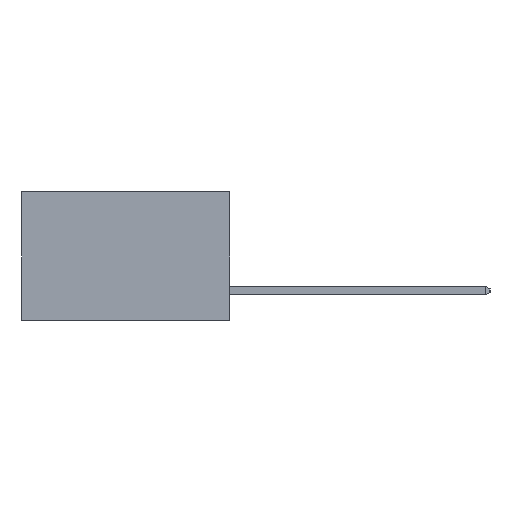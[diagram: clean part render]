
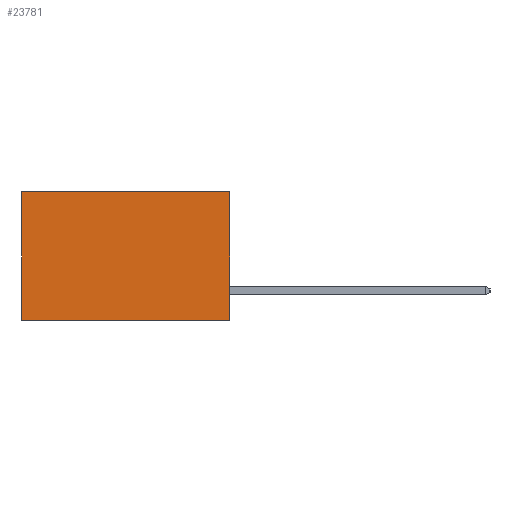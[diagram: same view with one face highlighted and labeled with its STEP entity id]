
A CAD part, left-side view. The second image highlights one B-rep face of the part: STEP entity #23781.
In plain terms, the highlighted planar face has unit normal (-1, 0, 0).
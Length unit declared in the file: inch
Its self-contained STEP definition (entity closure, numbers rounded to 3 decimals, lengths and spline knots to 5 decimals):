
#92 = VECTOR ( 'NONE', #9946, 39.37008 ) ;
#954 = CARTESIAN_POINT ( 'NONE',  ( 0.2615, 0.6, -0.37 ) ) ;
#1034 = VECTOR ( 'NONE', #4371, 39.37008 ) ;
#1273 = FACE_OUTER_BOUND ( 'NONE', #20693, .T. ) ;
#1833 = CARTESIAN_POINT ( 'NONE',  ( 0.2615, 0., -0.37 ) ) ;
#3426 = CARTESIAN_POINT ( 'NONE',  ( 0.2615, 0., -0.37 ) ) ;
#4185 = LINE ( 'NONE', #18344, #13583 ) ;
#4371 = DIRECTION ( 'NONE',  ( 0., 0., -1. ) ) ;
#5369 = DIRECTION ( 'NONE',  ( 0., 0., -1. ) ) ;
#6167 = EDGE_CURVE ( 'NONE', #6684, #22241, #9024, .T. ) ;
#6684 = VERTEX_POINT ( 'NONE', #1833 ) ;
#7051 = ORIENTED_EDGE ( 'NONE', *, *, #8052, .F. ) ;
#7288 = LINE ( 'NONE', #13730, #1034 ) ;
#7998 = ORIENTED_EDGE ( 'NONE', *, *, #21447, .T. ) ;
#8052 = EDGE_CURVE ( 'NONE', #19619, #6684, #4185, .T. ) ;
#9024 = LINE ( 'NONE', #17415, #92 ) ;
#9070 = ORIENTED_EDGE ( 'NONE', *, *, #22109, .T. ) ;
#9792 = CARTESIAN_POINT ( 'NONE',  ( 0.2615, 0.6, 0. ) ) ;
#9946 = DIRECTION ( 'NONE',  ( 0., 1., 0. ) ) ;
#9967 = VERTEX_POINT ( 'NONE', #9792 ) ;
#10096 = DIRECTION ( 'NONE',  ( 0., 1., 0. ) ) ;
#12593 = LINE ( 'NONE', #22860, #16877 ) ;
#12732 = CARTESIAN_POINT ( 'NONE',  ( 0.2615, 0., 0. ) ) ;
#13583 = VECTOR ( 'NONE', #18231, 39.37008 ) ;
#13730 = CARTESIAN_POINT ( 'NONE',  ( 0.2615, 0.6, -0.37 ) ) ;
#14402 = ORIENTED_EDGE ( 'NONE', *, *, #6167, .F. ) ;
#14597 = PLANE ( 'NONE',  #22392 ) ;
#16496 = DIRECTION ( 'NONE',  ( 1., 0., 0. ) ) ;
#16877 = VECTOR ( 'NONE', #10096, 39.37008 ) ;
#17415 = CARTESIAN_POINT ( 'NONE',  ( 0.2615, 0., -0.37 ) ) ;
#18231 = DIRECTION ( 'NONE',  ( 0., 0., -1. ) ) ;
#18344 = CARTESIAN_POINT ( 'NONE',  ( 0.2615, 0., -0.37 ) ) ;
#19619 = VERTEX_POINT ( 'NONE', #12732 ) ;
#20693 = EDGE_LOOP ( 'NONE', ( #9070, #14402, #7051, #7998 ) ) ;
#21447 = EDGE_CURVE ( 'NONE', #19619, #9967, #12593, .T. ) ;
#22109 = EDGE_CURVE ( 'NONE', #9967, #22241, #7288, .T. ) ;
#22241 = VERTEX_POINT ( 'NONE', #954 ) ;
#22392 = AXIS2_PLACEMENT_3D ( 'NONE', #3426, #16496, #5369 ) ;
#22860 = CARTESIAN_POINT ( 'NONE',  ( 0.2615, 0., 0. ) ) ;
#23781 = ADVANCED_FACE ( 'NONE', ( #1273 ), #14597, .F. ) ;
